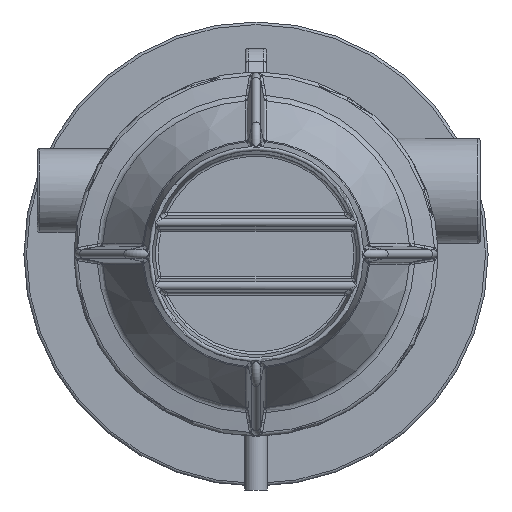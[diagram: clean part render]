
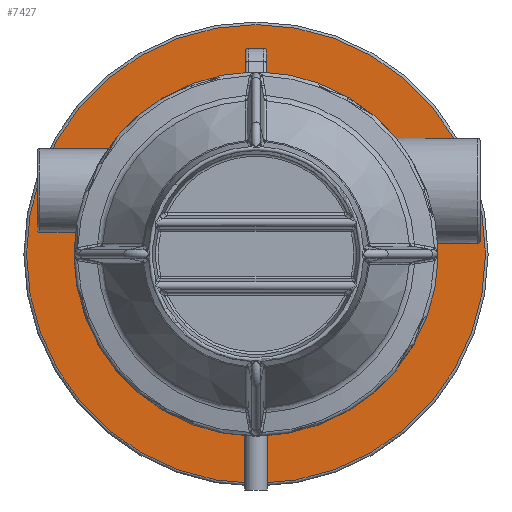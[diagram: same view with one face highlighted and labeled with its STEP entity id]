
A CAD part, front view. The second image highlights one B-rep face of the part: STEP entity #7427.
In plain terms, the highlighted planar face has unit normal (0, -1, 0).
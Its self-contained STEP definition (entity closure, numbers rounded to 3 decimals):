
#3707=FACE_BOUND('',#13295,.T.);
#3708=FACE_BOUND('',#13296,.T.);
#5935=CIRCLE('',#42713,435.);
#5936=CIRCLE('',#42714,320.);
#7427=ADVANCED_FACE('',(#3707,#3708),#9996,.T.);
#9996=PLANE('',#42715);
#13295=EDGE_LOOP('',(#16482));
#13296=EDGE_LOOP('',(#16483));
#16482=ORIENTED_EDGE('',*,*,#32185,.T.);
#16483=ORIENTED_EDGE('',*,*,#32186,.T.);
#28340=VERTEX_POINT('',#60129);
#28341=VERTEX_POINT('',#60131);
#32185=EDGE_CURVE('',#28340,#28340,#5935,.T.);
#32186=EDGE_CURVE('',#28341,#28341,#5936,.T.);
#42713=AXIS2_PLACEMENT_3D('',#60128,#46628,#46629);
#42714=AXIS2_PLACEMENT_3D('',#60130,#46630,#46631);
#42715=AXIS2_PLACEMENT_3D('',#60132,#46632,#46633);
#46628=DIRECTION('',(0.,-1.,0.));
#46629=DIRECTION('',(0.,0.,-1.));
#46630=DIRECTION('',(0.,1.,0.));
#46631=DIRECTION('',(0.,0.,-1.));
#46632=DIRECTION('',(0.,-1.,0.));
#46633=DIRECTION('',(0.,0.,-1.));
#60128=CARTESIAN_POINT('',(0.,-70.,0.));
#60129=CARTESIAN_POINT('',(0.,-70.,-435.));
#60130=CARTESIAN_POINT('',(0.,-70.,0.));
#60131=CARTESIAN_POINT('',(0.,-70.,-320.));
#60132=CARTESIAN_POINT('',(430.,-70.,0.));
